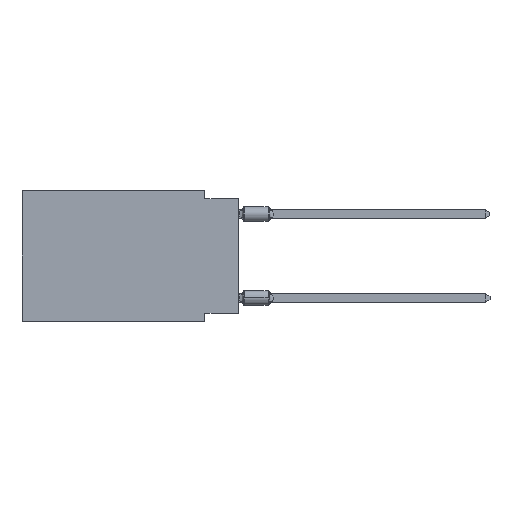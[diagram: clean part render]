
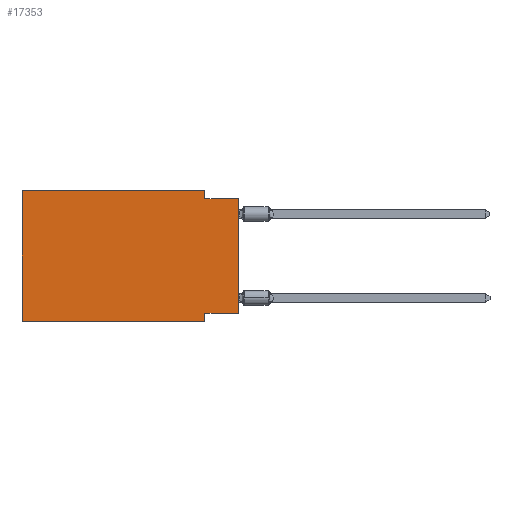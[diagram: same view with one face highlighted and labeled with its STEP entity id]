
A CAD part, left-side view. The second image highlights one B-rep face of the part: STEP entity #17353.
In plain terms, the highlighted planar face has unit normal (-1, 0, 0).
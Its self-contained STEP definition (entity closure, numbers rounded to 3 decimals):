
#62 = AXIS2_PLACEMENT_3D ( 'NONE', #24790, #4580, #22974 ) ;
#119 = LINE ( 'NONE', #16550, #7325 ) ;
#324 = CARTESIAN_POINT ( 'NONE',  ( 0., 16.383, 0. ) ) ;
#1212 = EDGE_CURVE ( 'NONE', #22166, #23883, #5140, .T. ) ;
#1571 = ORIENTED_EDGE ( 'NONE', *, *, #11187, .F. ) ;
#3154 = VERTEX_POINT ( 'NONE', #29183 ) ;
#3160 = DIRECTION ( 'NONE',  ( 0., 0., 1. ) ) ;
#3810 = CARTESIAN_POINT ( 'NONE',  ( 0., 2.54, -9.271 ) ) ;
#4580 = DIRECTION ( 'NONE',  ( 1., 0., 0. ) ) ;
#4720 = EDGE_CURVE ( 'NONE', #23262, #3154, #21405, .T. ) ;
#4830 = DIRECTION ( 'NONE',  ( 0., 0., 1. ) ) ;
#5023 = ORIENTED_EDGE ( 'NONE', *, *, #15284, .F. ) ;
#5140 = LINE ( 'NONE', #21109, #11381 ) ;
#5923 = CARTESIAN_POINT ( 'NONE',  ( 0., 0., -9.271 ) ) ;
#6317 = LINE ( 'NONE', #18064, #23421 ) ;
#6697 = CARTESIAN_POINT ( 'NONE',  ( 0., 2.54, 0. ) ) ;
#7325 = VECTOR ( 'NONE', #13955, 1000. ) ;
#8779 = CARTESIAN_POINT ( 'NONE',  ( 0., 2.54, -9.906 ) ) ;
#9024 = DIRECTION ( 'NONE',  ( 0., 0., -1. ) ) ;
#9358 = LINE ( 'NONE', #324, #28570 ) ;
#9671 = VECTOR ( 'NONE', #19819, 1000. ) ;
#9849 = CARTESIAN_POINT ( 'NONE',  ( 0., 16.383, 0. ) ) ;
#10056 = ORIENTED_EDGE ( 'NONE', *, *, #21848, .F. ) ;
#10565 = ORIENTED_EDGE ( 'NONE', *, *, #1212, .F. ) ;
#10717 = CARTESIAN_POINT ( 'NONE',  ( 0., 2.54, -0.635 ) ) ;
#11187 = EDGE_CURVE ( 'NONE', #14010, #22166, #9358, .T. ) ;
#11381 = VECTOR ( 'NONE', #28032, 1000. ) ;
#11906 = ORIENTED_EDGE ( 'NONE', *, *, #19834, .T. ) ;
#12116 = ORIENTED_EDGE ( 'NONE', *, *, #21994, .F. ) ;
#12165 = EDGE_CURVE ( 'NONE', #15766, #28198, #6317, .T. ) ;
#12522 = LINE ( 'NONE', #24139, #16242 ) ;
#13317 = FACE_OUTER_BOUND ( 'NONE', #17755, .T. ) ;
#13425 = ORIENTED_EDGE ( 'NONE', *, *, #4720, .T. ) ;
#13751 = PLANE ( 'NONE',  #62 ) ;
#13955 = DIRECTION ( 'NONE',  ( 0., -1., 0. ) ) ;
#14010 = VERTEX_POINT ( 'NONE', #25652 ) ;
#15284 = EDGE_CURVE ( 'NONE', #25727, #3154, #12522, .T. ) ;
#15766 = VERTEX_POINT ( 'NONE', #3810 ) ;
#16242 = VECTOR ( 'NONE', #21734, 1000. ) ;
#16550 = CARTESIAN_POINT ( 'NONE',  ( 0., 16.383, -9.906 ) ) ;
#16871 = CARTESIAN_POINT ( 'NONE',  ( 0., 0., 0. ) ) ;
#17353 = ADVANCED_FACE ( 'NONE', ( #13317 ), #13751, .F. ) ;
#17755 = EDGE_LOOP ( 'NONE', ( #13425, #5023, #12116, #10565, #1571, #11906, #24447, #10056 ) ) ;
#18064 = CARTESIAN_POINT ( 'NONE',  ( 0., 2.54, -9.906 ) ) ;
#19819 = DIRECTION ( 'NONE',  ( 0., 1., 0. ) ) ;
#19834 = EDGE_CURVE ( 'NONE', #14010, #28198, #119, .T. ) ;
#20117 = LINE ( 'NONE', #24642, #9671 ) ;
#20848 = LINE ( 'NONE', #22972, #24087 ) ;
#21109 = CARTESIAN_POINT ( 'NONE',  ( 0., 16.383, 0. ) ) ;
#21154 = DIRECTION ( 'NONE',  ( 0., 0., -1. ) ) ;
#21405 = LINE ( 'NONE', #16871, #29117 ) ;
#21734 = DIRECTION ( 'NONE',  ( 0., -1., 0. ) ) ;
#21848 = EDGE_CURVE ( 'NONE', #23262, #15766, #20117, .T. ) ;
#21994 = EDGE_CURVE ( 'NONE', #23883, #25727, #20848, .T. ) ;
#22166 = VERTEX_POINT ( 'NONE', #9849 ) ;
#22972 = CARTESIAN_POINT ( 'NONE',  ( 0., 2.54, 0. ) ) ;
#22974 = DIRECTION ( 'NONE',  ( 0., 0., -1. ) ) ;
#23262 = VERTEX_POINT ( 'NONE', #5923 ) ;
#23421 = VECTOR ( 'NONE', #9024, 1000. ) ;
#23883 = VERTEX_POINT ( 'NONE', #6697 ) ;
#24087 = VECTOR ( 'NONE', #21154, 1000. ) ;
#24139 = CARTESIAN_POINT ( 'NONE',  ( 0., 0., -0.635 ) ) ;
#24447 = ORIENTED_EDGE ( 'NONE', *, *, #12165, .F. ) ;
#24642 = CARTESIAN_POINT ( 'NONE',  ( 0., 0., -9.271 ) ) ;
#24790 = CARTESIAN_POINT ( 'NONE',  ( 0., 16.383, 0. ) ) ;
#25652 = CARTESIAN_POINT ( 'NONE',  ( 0., 16.383, -9.906 ) ) ;
#25727 = VERTEX_POINT ( 'NONE', #10717 ) ;
#28032 = DIRECTION ( 'NONE',  ( 0., -1., 0. ) ) ;
#28198 = VERTEX_POINT ( 'NONE', #8779 ) ;
#28570 = VECTOR ( 'NONE', #4830, 1000. ) ;
#29117 = VECTOR ( 'NONE', #3160, 1000. ) ;
#29183 = CARTESIAN_POINT ( 'NONE',  ( 0., 0., -0.635 ) ) ;
